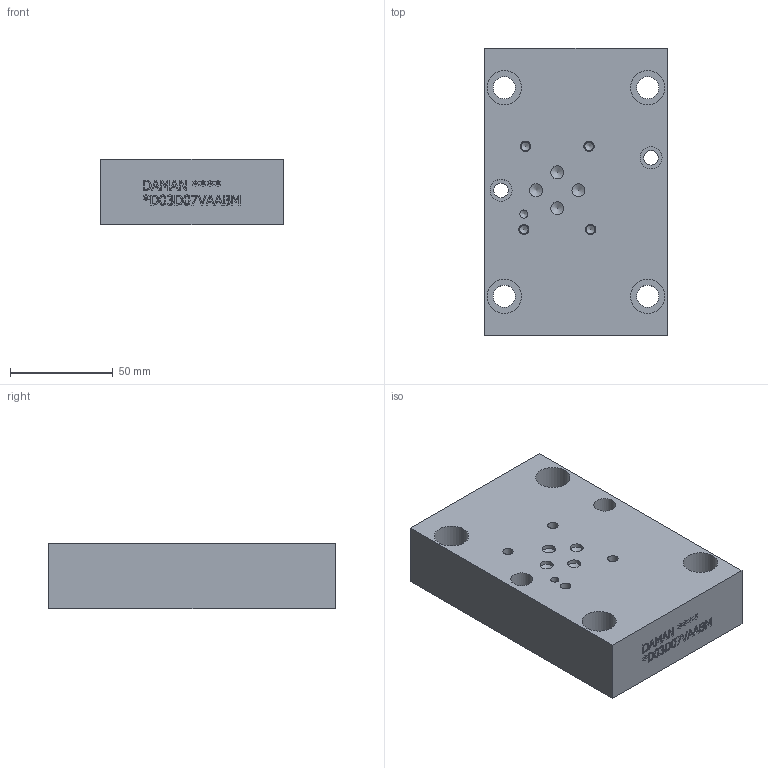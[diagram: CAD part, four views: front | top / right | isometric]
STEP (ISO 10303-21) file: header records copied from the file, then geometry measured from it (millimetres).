
FILE_DESCRIPTION(/* description */ (''),/* implementation_level */ '2;1');
FILE_NAME(/* name */ '_D03D07VAABM.stp',/* time_stamp */ '2021-11-12T14:52:33-05:00',/* author */ ('jrf'),/* organization */ (''),/* preprocessor_version */ 'ST-DEVELOPER v18',/* originating_system */ 'Autodesk Inventor 2020',/* authorisation */ '');
FILE_SCHEMA (('AUTOMOTIVE_DESIGN { 1 0 10303 214 3 1 1 }'));
Length unit declared in the file: millimetre
Products named in the file (1): Part__D03D07VAABM_3D
Bounding box: 88.9 x 139.7 x 31.75 mm (x, y, z)
Volume: 360731.8 mm3; surface area: 48360.1 mm2
Topology: 1 solids, 1 shells, 409 faces, 1119 edges, 759 vertices
Faces by surface type: plane 272, bspline 81, cylinder 39, cone 17
Full cylindrical faces by diameter (mm): 3.175 x2, 3.962 x1, 4.14 x4, 5.004 x4, 6.35 x6, 7.137 x2, 10.719 x6, 11.125 x2, 16.662 x4, 17.475 x4, 25.4 x4
Entity records: 13648 total; most frequent: CARTESIAN_POINT 3324, ORIENTED_EDGE 2204, DIRECTION 1732, EDGE_CURVE 1102, LINE 806, VECTOR 806, VERTEX_POINT 759, EDGE_LOOP 485
